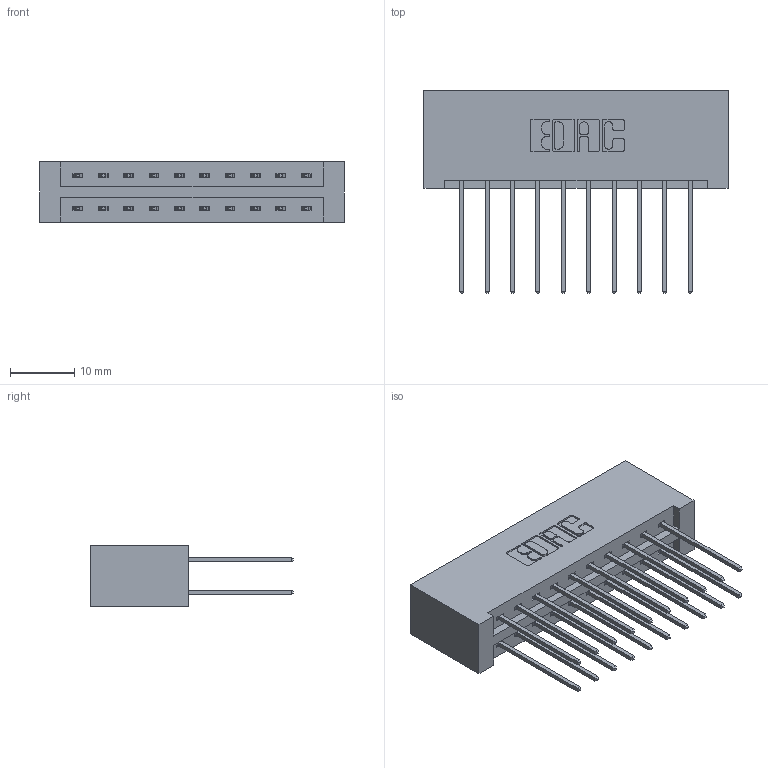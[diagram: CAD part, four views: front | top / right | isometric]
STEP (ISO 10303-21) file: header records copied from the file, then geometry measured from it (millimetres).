
FILE_DESCRIPTION (( 'STEP AP203' ), '1' );
FILE_NAME ('337-020-542-201.STEP', '2019-10-08T14:08:15', ( '' ), ( '' ), 'SwSTEP 2.0', 'SolidWorks 2016', '' );
FILE_SCHEMA (( 'CONFIG_CONTROL_DESIGN' ));
Length unit declared in the file: inch
Products named in the file (3): 345-292-001_345-293-142; 337-020-542-201; 337 Part_No Mounting Lugs
Assembly tree (21 placements, depth 2):
  337-020-542-201
    337 Part_No Mounting Lugs
    345-292-001_345-293-142  x20
Bounding box: 47.5 x 31.63 x 9.4 mm (x, y, z)
Volume: 5433.7 mm3; surface area: 6352.9 mm2
Topology: 21 solids, 21 shells, 1186 faces, 3507 edges, 2310 vertices
Faces by surface type: plane 826, cylinder 360
Entity records: 11633 total; most frequent: CARTESIAN_POINT 1986, ORIENTED_EDGE 1922, DIRECTION 1741, EDGE_CURVE 961, LINE 841, VECTOR 841, VERTEX_POINT 638, AXIS2_PLACEMENT_3D 450
